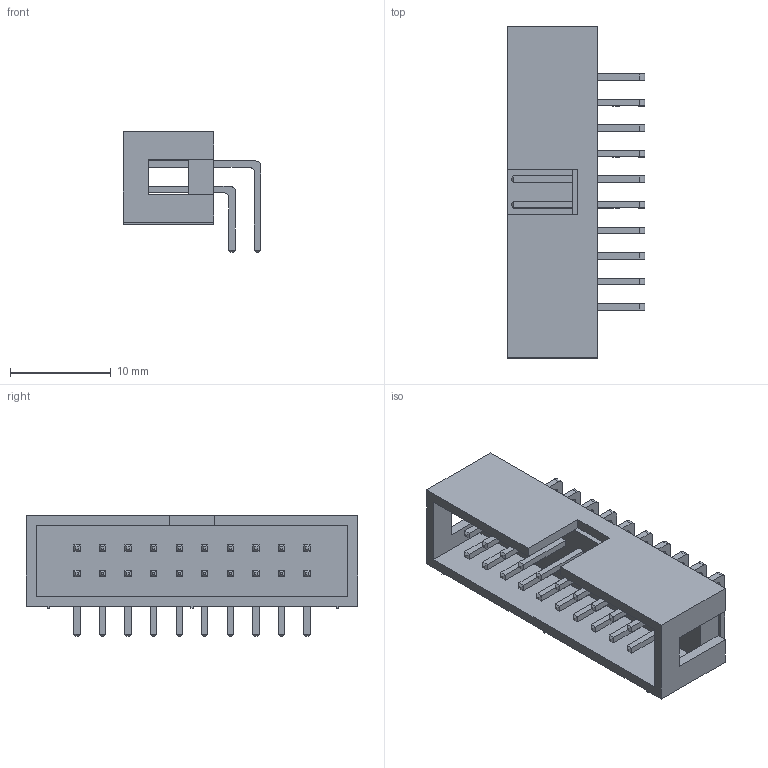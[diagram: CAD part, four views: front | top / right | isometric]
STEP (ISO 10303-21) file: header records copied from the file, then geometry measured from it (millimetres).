
FILE_DESCRIPTION(('FreeCAD Model'),'2;1');
FILE_NAME('Box_Header_Angled_2x10.step', '2019-08-17T23:07:50',('Author'),(''), 'Open CASCADE STEP processor 6.8','FreeCAD','Unknown');
FILE_SCHEMA(('AUTOMOTIVE_DESIGN_CC2 { 1 2 10303 214 -1 1 5 4 }'));
Length unit declared in the file: millimetre
Products named in the file (1): Box_Header_Angled_2x10
Bounding box: 13.7 x 33.02 x 12 mm (x, y, z)
Volume: 1322.6 mm3; surface area: 2616.9 mm2
Topology: 1 solids, 1 shells, 476 faces, 1148 edges, 710 vertices
Faces by surface type: plane 436, cylinder 40
Entity records: 16777 total; most frequent: CARTESIAN_POINT 2335, ORIENTED_EDGE 2296, DIRECTION 2182, EDGE_CURVE 1148, LINE 1068, VECTOR 1068, VERTEX_POINT 710, AXIS2_PLACEMENT_3D 557
